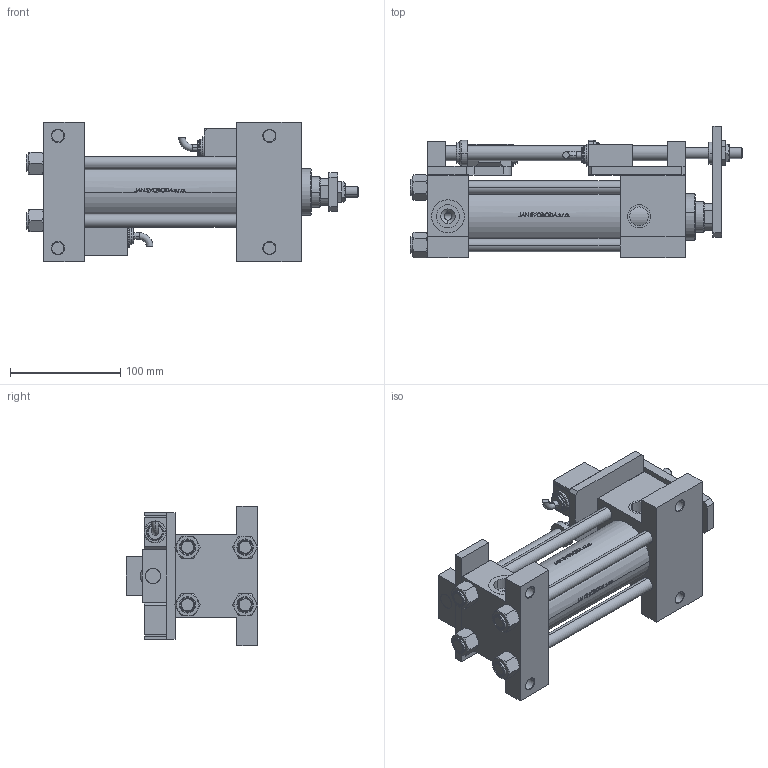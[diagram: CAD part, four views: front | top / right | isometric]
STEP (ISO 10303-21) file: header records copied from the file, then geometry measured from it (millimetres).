
FILE_DESCRIPTION (( 'STEP AP203' ), '1' );
FILE_NAME ('f2d2.STEP', '2024-05-20T10:36:09', ( '' ), ( '' ), 'SwSTEP 2.0', 'SolidWorks 2019', '' );
FILE_SCHEMA (( 'CONFIG_CONTROL_DESIGN' ));
Length unit declared in the file: millimetre
Products named in the file (16): f2d2; V215CD_SWITCH_Q_NUT10 37db5db46c499a36b7e13d07d532f32f; V215CD_VC_G 37db5db46c499a36b7e13d07d532f32f; V215CD_SWITCH_Q_ZARAZKA 37db5db46c499a36b7e13d07d532f32f; V215CD_G_Body 37db5db46c499a36b7e13d07d532f32f; V215CD_VCP_G 37db5db46c499a36b7e13d07d532f32f; V215CD_SWITCH_Q_PODLOZKA_BACK 37db5db46c499a36b7e13d07d532f32f; V215CD_SWITCH_Q_BLOK 37db5db46c499a36b7e13d07d532f32f; V215CD_SWITCH_Q_NUT 37db5db46c499a36b7e13d07d532f32f; V215CD_SWITCH_Q_PODLOZKA_FRONT 37db5db46c499a36b7e13d07d532f32f; V215CD_NUT_M5_G 37db5db46c499a36b7e13d07d532f32f; V215CD_SWITCH_Q_MAGNET 37db5db46c499a36b7e13d07d532f32f; V215CD_SWITCH_Q_TYC 37db5db46c499a36b7e13d07d532f32f; V215CD_SWITCH_Q_DIMA 37db5db46c499a36b7e13d07d532f32f; V215CD_SWITCH_Q_SWITCH 37db5db46c499a36b7e13d07d532f32f; V215CD_G_TYCINKA 37db5db46c499a36b7e13d07d532f32f
Assembly tree (24 placements, depth 2):
  f2d2
    V215CD_G_Body 37db5db46c499a36b7e13d07d532f32f
    V215CD_VC_G 37db5db46c499a36b7e13d07d532f32f
    V215CD_VCP_G 37db5db46c499a36b7e13d07d532f32f
    V215CD_G_TYCINKA 37db5db46c499a36b7e13d07d532f32f  x4
    V215CD_NUT_M5_G 37db5db46c499a36b7e13d07d532f32f  x4
    V215CD_SWITCH_Q_BLOK 37db5db46c499a36b7e13d07d532f32f  x2
    V215CD_SWITCH_Q_DIMA 37db5db46c499a36b7e13d07d532f32f
    V215CD_SWITCH_Q_MAGNET 37db5db46c499a36b7e13d07d532f32f  x2
    V215CD_SWITCH_Q_NUT 37db5db46c499a36b7e13d07d532f32f
    V215CD_SWITCH_Q_NUT10 37db5db46c499a36b7e13d07d532f32f
    V215CD_SWITCH_Q_PODLOZKA_BACK 37db5db46c499a36b7e13d07d532f32f
    V215CD_SWITCH_Q_PODLOZKA_FRONT 37db5db46c499a36b7e13d07d532f32f
    V215CD_SWITCH_Q_SWITCH 37db5db46c499a36b7e13d07d532f32f  x2
    V215CD_SWITCH_Q_TYC 37db5db46c499a36b7e13d07d532f32f
    V215CD_SWITCH_Q_ZARAZKA 37db5db46c499a36b7e13d07d532f32f
Bounding box: 301.5 x 119.77 x 127 mm (x, y, z)
Volume: 1162938.8 mm3; surface area: 295316.7 mm2
Topology: 24 solids, 24 shells, 1315 faces, 3264 edges, 2096 vertices
Faces by surface type: plane 552, bspline 380, cylinder 192, cone 155, torus 36
Entity records: 53163 total; most frequent: CARTESIAN_POINT 26783, ORIENTED_EDGE 5696, DIRECTION 3851, EDGE_CURVE 2848, VERTEX_POINT 1848, VECTOR 1499, LINE 1499, EDGE_LOOP 1252
